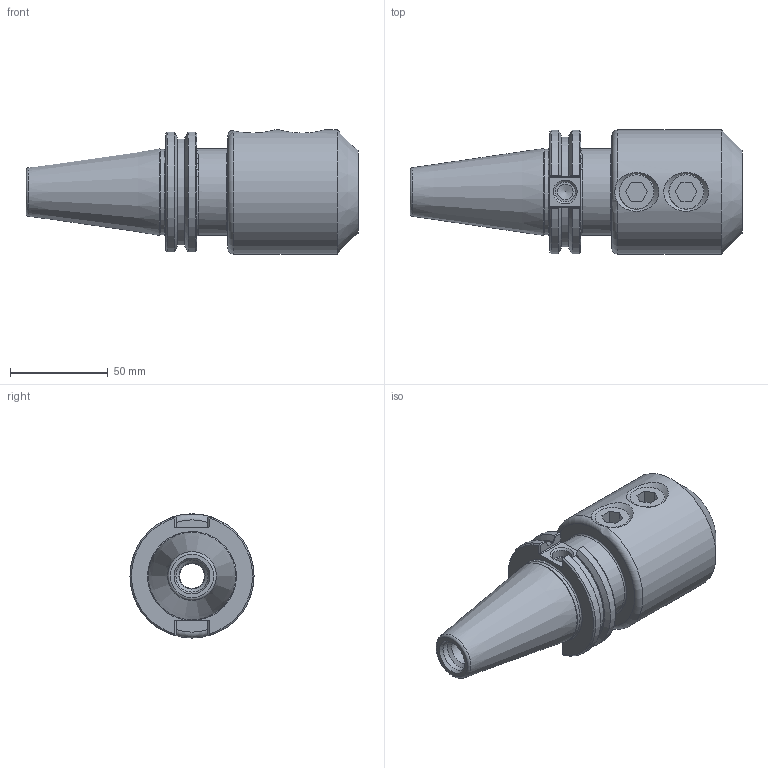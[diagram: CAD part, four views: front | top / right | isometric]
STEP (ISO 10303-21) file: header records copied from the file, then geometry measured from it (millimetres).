
FILE_DESCRIPTION((''),'2;1');
FILE_NAME('C40-M32EM4.iam.stp','2014-07-08T12:47:06',(''),(''),'Autodesk Inventor 2012','Autodesk Inventor 2012','');
FILE_SCHEMA(('AUTOMOTIVE_DESIGN { 1 0 10303 214 1 1 1 1 }'));
Length unit declared in the file: inch
Products named in the file (3): C40-M32EM4; C40-M32EM4-1; 029-922
Assembly tree (3 placements, depth 2):
  C40-M32EM4
    C40-M32EM4-1
    029-922  x2
Bounding box: 169.85 x 63.5 x 63.5 mm (x, y, z)
Volume: 269694.8 mm3; surface area: 48458.6 mm2
Topology: 3 solids, 3 shells, 120 faces, 308 edges, 197 vertices
Faces by surface type: plane 51, cylinder 32, cone 24, bspline 8, torus 5
Full cylindrical faces by diameter (mm): 8 x1, 10.135 x1, 12.751 x1, 13.386 x1, 16.459 x1, 17.323 x2, 19.05 x2, 31.999 x1, 32.766 x1, 43.942 x1, 44.45 x1, 63.5 x1
Entity records: 4278 total; most frequent: CARTESIAN_POINT 1812, ORIENTED_EDGE 482, DIRECTION 458, EDGE_CURVE 241, AXIS2_PLACEMENT_3D 179, VERTEX_POINT 170, EDGE_LOOP 147, FACE_OUTER_BOUND 108
